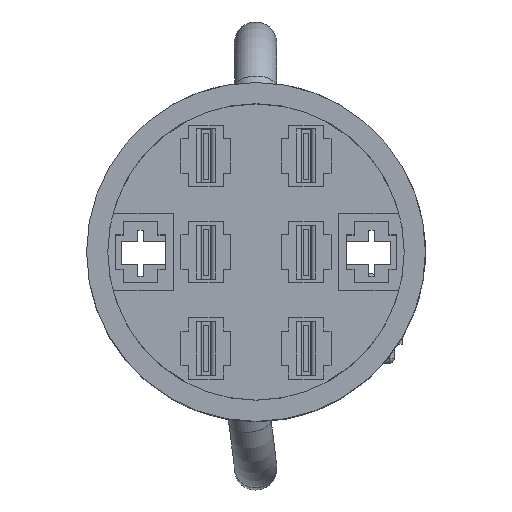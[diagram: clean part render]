
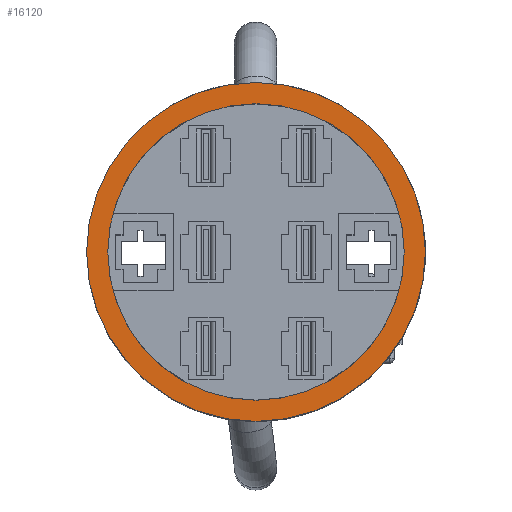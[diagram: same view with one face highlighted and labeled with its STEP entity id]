
A CAD part, top view. The second image highlights one B-rep face of the part: STEP entity #16120.
In plain terms, the highlighted planar face has unit normal (0, 0, 1).
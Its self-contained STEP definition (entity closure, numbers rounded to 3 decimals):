
#325=FACE_BOUND('',#2348,.T.);
#794=PLANE('',#17023);
#1478=FACE_OUTER_BOUND('',#2347,.T.);
#2347=EDGE_LOOP('',(#13814));
#2348=EDGE_LOOP('',(#13815));
#2757=CIRCLE('',#16834,8.8);
#2770=CIRCLE('',#16860,7.7);
#7698=VERTEX_POINT('',#24892);
#7731=VERTEX_POINT('',#24985);
#9585=EDGE_CURVE('',#7698,#7698,#2757,.T.);
#9632=EDGE_CURVE('',#7731,#7731,#2770,.T.);
#13814=ORIENTED_EDGE('',*,*,#9585,.F.);
#13815=ORIENTED_EDGE('',*,*,#9632,.T.);
#16120=ADVANCED_FACE('',(#1478,#325),#794,.T.);
#16834=AXIS2_PLACEMENT_3D('',#24893,#19548,#19549);
#16860=AXIS2_PLACEMENT_3D('',#24986,#19634,#19635);
#17023=AXIS2_PLACEMENT_3D('',#26021,#20294,#20295);
#19548=DIRECTION('center_axis',(0.,0.,
-1.));
#19549=DIRECTION('ref_axis',(0.,-1.,0.));
#19634=DIRECTION('center_axis',(0.,0.,
-1.));
#19635=DIRECTION('ref_axis',(0.,-1.,0.));
#20294=DIRECTION('center_axis',(0.,0.,
1.));
#20295=DIRECTION('ref_axis',(-1.,0.,0.));
#24892=CARTESIAN_POINT('',(0.,8.8,16.));
#24893=CARTESIAN_POINT('Origin',(0.,0.,
16.));
#24985=CARTESIAN_POINT('',(0.,7.7,16.));
#24986=CARTESIAN_POINT('Origin',(0.,0.,
16.));
#26021=CARTESIAN_POINT('Origin',(0.,0.,
16.));
